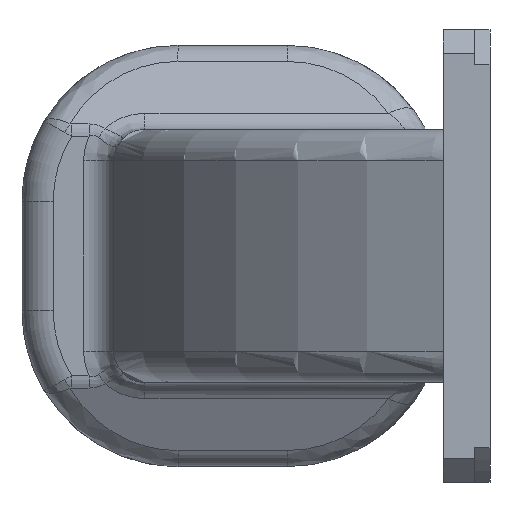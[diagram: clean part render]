
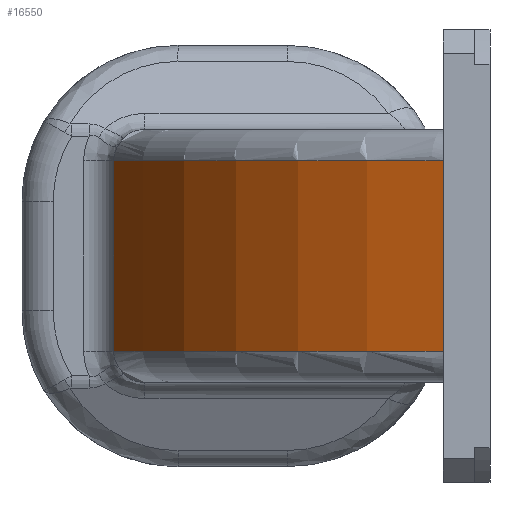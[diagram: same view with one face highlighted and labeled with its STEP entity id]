
A CAD part, left-side view. The second image highlights one B-rep face of the part: STEP entity #16550.
In plain terms, the highlighted cylindrical face has radius 34.5 mm (diameter 69 mm), a partial arc.
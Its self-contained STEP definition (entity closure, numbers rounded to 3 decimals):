
#4520=DIRECTION('',(0.,0.,1.));
#4521=VECTOR('',#4520,12.2);
#4522=CARTESIAN_POINT('',(-17.44,23.126,
-6.1));
#4523=LINE('1174',#4522,#4521);
#4524=CARTESIAN_POINT('',(-7.8,-10.,6.1));
#4525=DIRECTION('',(0.,0.,1.));
#4526=DIRECTION('',(-0.279,0.96,0.));
#4527=AXIS2_PLACEMENT_3D('',#4524,#4525,#4526);
#4529=DIRECTION('',(0.,0.,1.));
#4530=VECTOR('',#4529,12.2);
#4531=CARTESIAN_POINT('',(-40.146,2.,-6.1));
#4532=LINE('1171',#4531,#4530);
#4533=CARTESIAN_POINT('',(-7.8,-10.,-6.1));
#4534=DIRECTION('',(0.,0.,-1.));
#4535=DIRECTION('',(-0.938,0.348,0.));
#4536=AXIS2_PLACEMENT_3D('',#4533,#4534,#4535);
#7500=CARTESIAN_POINT('',(-40.146,2.,-6.1));
#7501=CARTESIAN_POINT('',(-40.146,2.,6.1));
#7502=VERTEX_POINT('',#7500);
#7503=VERTEX_POINT('',#7501);
#7506=CARTESIAN_POINT('',(-17.44,23.126,
-6.1));
#7507=CARTESIAN_POINT('',(-17.44,23.126,6.1));
#7508=VERTEX_POINT('',#7506);
#7509=VERTEX_POINT('',#7507);
#16538=CARTESIAN_POINT('',(-7.8,-10.,-8.1));
#16539=DIRECTION('',(0.,0.,1.));
#16540=DIRECTION('',(1.,0.,0.));
#16541=AXIS2_PLACEMENT_3D('',#16538,#16539,#16540);
#16542=CYLINDRICAL_SURFACE('294',#16541,34.5);
#16543=ORIENTED_EDGE('1174',*,*,#16522,.T.);
#16544=ORIENTED_EDGE('1178',*,*,#16357,.T.);
#16545=ORIENTED_EDGE('1171',*,*,#9620,.F.);
#16547=ORIENTED_EDGE('1176',*,*,#16546,.T.);
#16548=EDGE_LOOP('294',(#16543,#16544,#16545,#16547));
#16549=FACE_OUTER_BOUND('294',#16548,.F.);
#4528=CIRCLE('1178',#4527,34.5);
#4537=CIRCLE('1176',#4536,34.5);
#9620=EDGE_CURVE('1171',#7502,#7503,#4532,.T.);
#16357=EDGE_CURVE('1178',#7509,#7503,#4528,.T.);
#16522=EDGE_CURVE('1174',#7508,#7509,#4523,.T.);
#16546=EDGE_CURVE('1176',#7502,#7508,#4537,.T.);
#16550=ADVANCED_FACE('294',(#16549),#16542,.T.);
